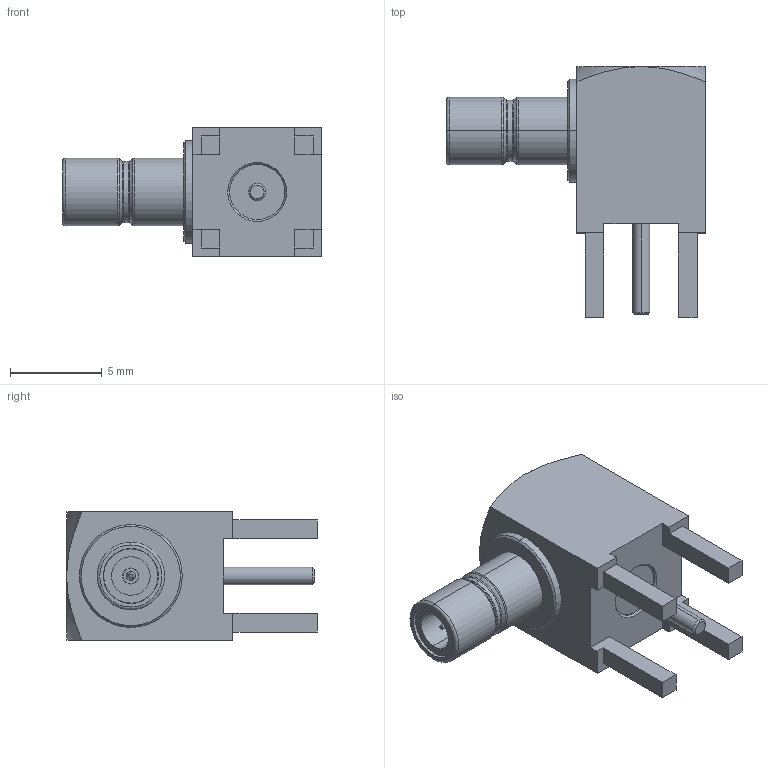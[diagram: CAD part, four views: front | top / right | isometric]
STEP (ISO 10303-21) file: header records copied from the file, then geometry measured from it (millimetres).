
FILE_DESCRIPTION (( 'STEP AP203' ), '1' );
FILE_NAME ('SMB-LR-50-C.STEP', '2025-03-12T00:31:33', ( '' ), ( '' ), 'SwSTEP 2.0', 'SolidWorks 2022', '' );
FILE_SCHEMA (( 'CONFIG_CONTROL_DESIGN' ));
Length unit declared in the file: millimetre
Products named in the file (1): SMB-LR-50-C
Bounding box: 14.1 x 13.66 x 7 mm (x, y, z)
Volume: 508.2 mm3; surface area: 658.8 mm2
Topology: 1 solids, 4 shells, 109 faces, 245 edges, 152 vertices
Faces by surface type: plane 42, cylinder 31, cone 26, torus 10
Entity records: 3232 total; most frequent: CARTESIAN_POINT 692, DIRECTION 535, ORIENTED_EDGE 490, EDGE_CURVE 245, AXIS2_PLACEMENT_3D 205, VERTEX_POINT 152, VECTOR 125, LINE 125
